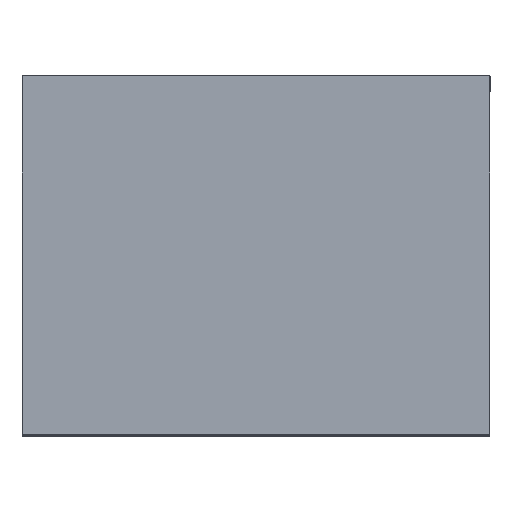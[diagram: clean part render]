
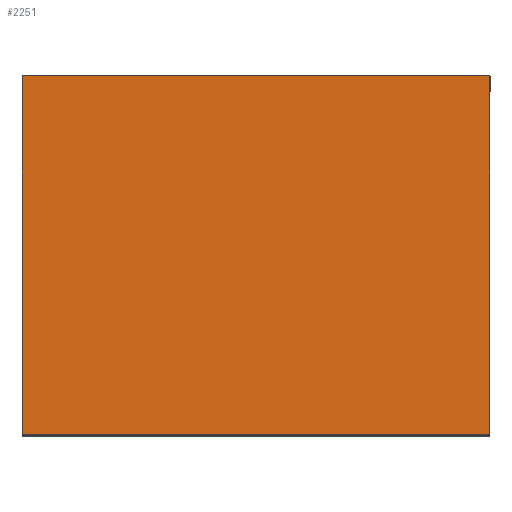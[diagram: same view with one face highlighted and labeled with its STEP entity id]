
A CAD part, top view. The second image highlights one B-rep face of the part: STEP entity #2251.
In plain terms, the highlighted planar face has unit normal (0, 0, 1).
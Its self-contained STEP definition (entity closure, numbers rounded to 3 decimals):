
#108 = ORIENTED_EDGE ( 'NONE', *, *, #1836, .T. ) ;
#213 = VERTEX_POINT ( 'NONE', #3198 ) ;
#227 = CARTESIAN_POINT ( 'NONE',  ( 0.15, 0.115, 0.3 ) ) ;
#301 = AXIS2_PLACEMENT_3D ( 'NONE', #993, #2594, #2165 ) ;
#334 = LINE ( 'NONE', #3444, #4688 ) ;
#471 = CARTESIAN_POINT ( 'NONE',  ( -0.15, 0.115, 0.3 ) ) ;
#609 = ORIENTED_EDGE ( 'NONE', *, *, #2405, .T. ) ;
#975 = EDGE_CURVE ( 'NONE', #4584, #4663, #3729, .T. ) ;
#993 = CARTESIAN_POINT ( 'NONE',  ( 0.15, 0.115, 0.3 ) ) ;
#1260 = VECTOR ( 'NONE', #2517, 1000. ) ;
#1673 = EDGE_LOOP ( 'NONE', ( #609, #3233, #2188, #108 ) ) ;
#1726 = CARTESIAN_POINT ( 'NONE',  ( 0.15, 0.115, 0.3 ) ) ;
#1764 = CARTESIAN_POINT ( 'NONE',  ( 0.15, -0.115, 0.3 ) ) ;
#1836 = EDGE_CURVE ( 'NONE', #2012, #213, #334, .T. ) ;
#1904 = VECTOR ( 'NONE', #3600, 1000. ) ;
#2012 = VERTEX_POINT ( 'NONE', #1726 ) ;
#2165 = DIRECTION ( 'NONE',  ( -1., 0., 0. ) ) ;
#2188 = ORIENTED_EDGE ( 'NONE', *, *, #2916, .F. ) ;
#2251 = ADVANCED_FACE ( 'NONE', ( #3991 ), #4829, .F. ) ;
#2405 = EDGE_CURVE ( 'NONE', #213, #4663, #3189, .T. ) ;
#2517 = DIRECTION ( 'NONE',  ( 0., -1., 0. ) ) ;
#2594 = DIRECTION ( 'NONE',  ( 0., 0., -1. ) ) ;
#2916 = EDGE_CURVE ( 'NONE', #2012, #4584, #4806, .T. ) ;
#2979 = DIRECTION ( 'NONE',  ( -1., 0., 0. ) ) ;
#3189 = LINE ( 'NONE', #471, #1904 ) ;
#3198 = CARTESIAN_POINT ( 'NONE',  ( -0.15, 0.115, 0.3 ) ) ;
#3233 = ORIENTED_EDGE ( 'NONE', *, *, #975, .F. ) ;
#3444 = CARTESIAN_POINT ( 'NONE',  ( 0.15, 0.115, 0.3 ) ) ;
#3600 = DIRECTION ( 'NONE',  ( 0., -1., 0. ) ) ;
#3729 = LINE ( 'NONE', #1764, #4274 ) ;
#3888 = CARTESIAN_POINT ( 'NONE',  ( -0.15, -0.115, 0.3 ) ) ;
#3991 = FACE_OUTER_BOUND ( 'NONE', #1673, .T. ) ;
#4219 = CARTESIAN_POINT ( 'NONE',  ( 0.15, -0.115, 0.3 ) ) ;
#4274 = VECTOR ( 'NONE', #2979, 1000. ) ;
#4584 = VERTEX_POINT ( 'NONE', #4219 ) ;
#4663 = VERTEX_POINT ( 'NONE', #3888 ) ;
#4688 = VECTOR ( 'NONE', #4994, 1000. ) ;
#4806 = LINE ( 'NONE', #227, #1260 ) ;
#4829 = PLANE ( 'NONE',  #301 ) ;
#4994 = DIRECTION ( 'NONE',  ( -1., 0., 0. ) ) ;
